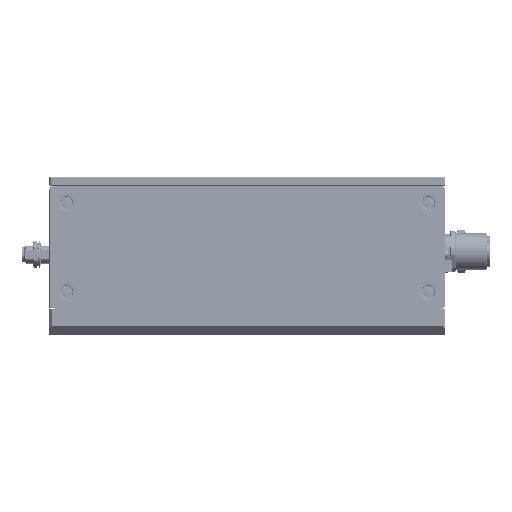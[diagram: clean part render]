
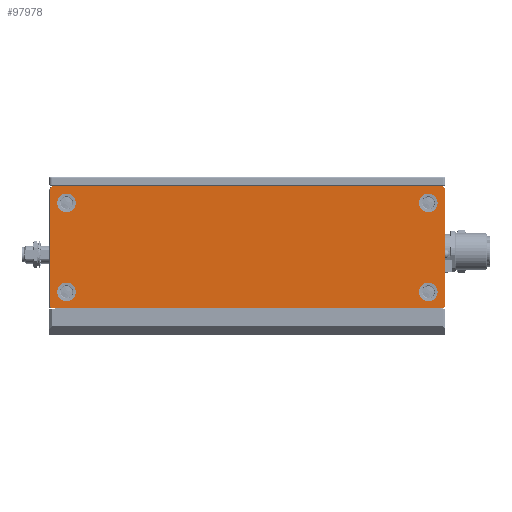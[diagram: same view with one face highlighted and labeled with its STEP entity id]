
A CAD part, left-side view. The second image highlights one B-rep face of the part: STEP entity #97978.
In plain terms, the highlighted planar face has unit normal (-1, 0, 0).
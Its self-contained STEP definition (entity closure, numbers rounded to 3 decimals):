
#96462=CARTESIAN_POINT('',(-0.202,2.75,12.));
#96463=VERTEX_POINT('',#96462);
#96464=CARTESIAN_POINT('',(-0.202,6.,12.));
#96465=DIRECTION('',(1.0,0.0,0.0));
#96466=DIRECTION('',(0.0,-1.0,0.0));
#96467=AXIS2_PLACEMENT_3D('',#96464,#96465,#96466);
#96468=CIRCLE('',#96467,3.25);
#96469=EDGE_CURVE('',#96463,#96463,#96468,.T.);
#96888=CARTESIAN_POINT('',(-0.202,2.75,43.));
#96889=VERTEX_POINT('',#96888);
#96890=CARTESIAN_POINT('',(-0.202,6.,43.));
#96891=DIRECTION('',(1.0,0.0,0.0));
#96892=DIRECTION('',(0.0,-1.0,0.0));
#96893=AXIS2_PLACEMENT_3D('',#96890,#96891,#96892);
#96894=CIRCLE('',#96893,3.25);
#96895=EDGE_CURVE('',#96889,#96889,#96894,.T.);
#97314=CARTESIAN_POINT('',(-0.202,128.75,12.));
#97315=VERTEX_POINT('',#97314);
#97316=CARTESIAN_POINT('',(-0.202,132.,12.));
#97317=DIRECTION('',(1.0,0.0,0.0));
#97318=DIRECTION('',(0.0,-1.0,0.0));
#97319=AXIS2_PLACEMENT_3D('',#97316,#97317,#97318);
#97320=CIRCLE('',#97319,3.25);
#97321=EDGE_CURVE('',#97315,#97315,#97320,.T.);
#97740=CARTESIAN_POINT('',(-0.202,128.75,43.));
#97741=VERTEX_POINT('',#97740);
#97742=CARTESIAN_POINT('',(-0.202,132.,43.));
#97743=DIRECTION('',(1.0,0.0,0.0));
#97744=DIRECTION('',(0.0,-1.0,0.0));
#97745=AXIS2_PLACEMENT_3D('',#97742,#97743,#97744);
#97746=CIRCLE('',#97745,3.25);
#97747=EDGE_CURVE('',#97741,#97741,#97746,.T.);
#97840=CARTESIAN_POINT('',(-0.202,0.25,7.25));
#97841=VERTEX_POINT('',#97840);
#97842=CARTESIAN_POINT('',(-0.202,1.25,6.25));
#97843=VERTEX_POINT('',#97842);
#97844=CARTESIAN_POINT('',(-0.202,1.25,7.25));
#97845=DIRECTION('',(1.0,0.,0.));
#97846=DIRECTION('',(0.,-0.707,-0.707));
#97847=AXIS2_PLACEMENT_3D('',#97844,#97845,#97846);
#97848=CIRCLE('',#97847,1.0);
#97849=EDGE_CURVE('',#97841,#97843,#97848,.T.);
#97883=CARTESIAN_POINT('',(-0.202,136.75,6.25));
#97884=VERTEX_POINT('',#97883);
#97885=CARTESIAN_POINT('',(-0.202,1.25,6.25));
#97886=DIRECTION('',(0.0,1.0,0.0));
#97887=VECTOR('',#97886,135.5);
#97888=LINE('',#97885,#97887);
#97889=EDGE_CURVE('',#97843,#97884,#97888,.T.);
#97908=CARTESIAN_POINT('',(-0.202,69.,27.5));
#97909=DIRECTION('',(-1.0,0.0,0.0));
#97910=DIRECTION('',(0.0,-1.0,0.0));
#97911=AXIS2_PLACEMENT_3D('',#97908,#97909,#97910);
#97912=PLANE('',#97911);
#97913=ORIENTED_EDGE('',*,*,#97849,.F.);
#97914=CARTESIAN_POINT('',(-0.202,0.25,47.75));
#97915=VERTEX_POINT('',#97914);
#97916=CARTESIAN_POINT('',(-0.202,0.25,47.75));
#97917=DIRECTION('',(0.0,0.0,-1.0));
#97918=VECTOR('',#97917,40.5);
#97919=LINE('',#97916,#97918);
#97920=EDGE_CURVE('',#97915,#97841,#97919,.T.);
#97921=ORIENTED_EDGE('',*,*,#97920,.F.);
#97922=CARTESIAN_POINT('',(-0.202,1.25,48.75));
#97923=VERTEX_POINT('',#97922);
#97924=CARTESIAN_POINT('',(-0.202,1.25,47.75));
#97925=DIRECTION('',(1.0,0.,0.));
#97926=DIRECTION('',(0.,-0.707,0.707));
#97927=AXIS2_PLACEMENT_3D('',#97924,#97925,#97926);
#97928=CIRCLE('',#97927,1.0);
#97929=EDGE_CURVE('',#97923,#97915,#97928,.T.);
#97930=ORIENTED_EDGE('',*,*,#97929,.F.);
#97931=CARTESIAN_POINT('',(-0.202,136.75,48.75));
#97932=VERTEX_POINT('',#97931);
#97933=CARTESIAN_POINT('',(-0.202,136.75,48.75));
#97934=DIRECTION('',(0.0,-1.0,0.0));
#97935=VECTOR('',#97934,135.5);
#97936=LINE('',#97933,#97935);
#97937=EDGE_CURVE('',#97932,#97923,#97936,.T.);
#97938=ORIENTED_EDGE('',*,*,#97937,.F.);
#97939=CARTESIAN_POINT('',(-0.202,137.75,47.75));
#97940=VERTEX_POINT('',#97939);
#97941=CARTESIAN_POINT('',(-0.202,136.75,47.75));
#97942=DIRECTION('',(1.0,0.,0.));
#97943=DIRECTION('',(0.,0.707,0.707));
#97944=AXIS2_PLACEMENT_3D('',#97941,#97942,#97943);
#97945=CIRCLE('',#97944,1.0);
#97946=EDGE_CURVE('',#97940,#97932,#97945,.T.);
#97947=ORIENTED_EDGE('',*,*,#97946,.F.);
#97948=CARTESIAN_POINT('',(-0.202,137.75,7.25));
#97949=VERTEX_POINT('',#97948);
#97950=CARTESIAN_POINT('',(-0.202,137.75,7.25));
#97951=DIRECTION('',(0.0,0.0,1.0));
#97952=VECTOR('',#97951,40.5);
#97953=LINE('',#97950,#97952);
#97954=EDGE_CURVE('',#97949,#97940,#97953,.T.);
#97955=ORIENTED_EDGE('',*,*,#97954,.F.);
#97956=CARTESIAN_POINT('',(-0.202,136.75,7.25));
#97957=DIRECTION('',(1.0,0.,0.));
#97958=DIRECTION('',(0.,0.707,-0.707));
#97959=AXIS2_PLACEMENT_3D('',#97956,#97957,#97958);
#97960=CIRCLE('',#97959,1.0);
#97961=EDGE_CURVE('',#97884,#97949,#97960,.T.);
#97962=ORIENTED_EDGE('',*,*,#97961,.F.);
#97963=ORIENTED_EDGE('',*,*,#97889,.F.);
#97964=EDGE_LOOP('',(#97913,#97921,#97930,#97938,#97947,#97955,#97962,#97963));
#97965=FACE_OUTER_BOUND('',#97964,.T.);
#97966=ORIENTED_EDGE('',*,*,#96469,.T.);
#97967=EDGE_LOOP('',(#97966));
#97968=FACE_BOUND('',#97967,.T.);
#97969=ORIENTED_EDGE('',*,*,#96895,.T.);
#97970=EDGE_LOOP('',(#97969));
#97971=FACE_BOUND('',#97970,.T.);
#97972=ORIENTED_EDGE('',*,*,#97321,.T.);
#97973=EDGE_LOOP('',(#97972));
#97974=FACE_BOUND('',#97973,.T.);
#97975=ORIENTED_EDGE('',*,*,#97747,.T.);
#97976=EDGE_LOOP('',(#97975));
#97977=FACE_BOUND('',#97976,.T.);
#97978=ADVANCED_FACE('',(#97965,#97968,#97971,#97974,#97977),#97912,.T.);
